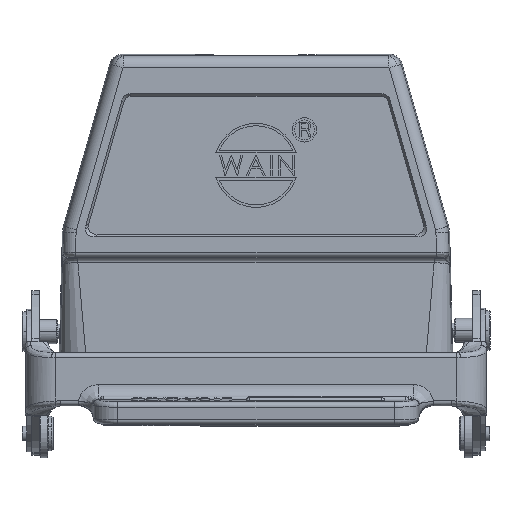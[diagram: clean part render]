
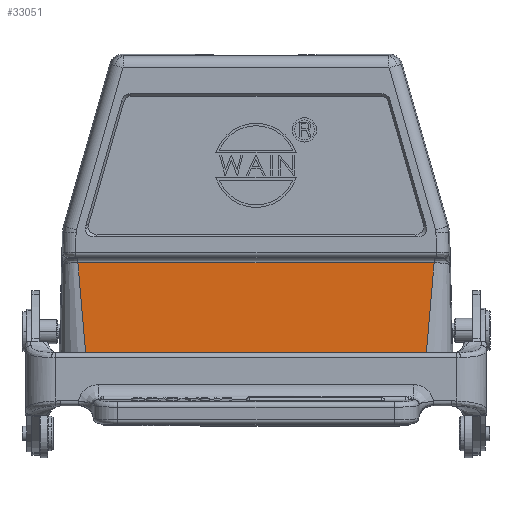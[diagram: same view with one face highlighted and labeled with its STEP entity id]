
A CAD part, top view. The second image highlights one B-rep face of the part: STEP entity #33051.
In plain terms, the highlighted planar face has unit normal (0, 0, 1).
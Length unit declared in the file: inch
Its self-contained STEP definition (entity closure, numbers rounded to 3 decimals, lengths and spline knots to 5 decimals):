
#5071=DIRECTION('',(1.,0.,0.));
#5072=VECTOR('',#5071,2.68663);
#5073=CARTESIAN_POINT('',(-1.34332,0.11811,
0.58071));
#5074=LINE('',#5073,#5072);
#9754=DIRECTION('',(-1.,0.,0.));
#9755=VECTOR('',#9754,2.83775);
#9756=CARTESIAN_POINT('',(1.41887,0.99441,
0.58071));
#9757=LINE('',#9756,#9755);
#9876=DIRECTION('',(-0.086,0.996,0.));
#9877=VECTOR('',#9876,0.87955);
#9878=CARTESIAN_POINT('',(-1.34332,0.11811,
0.58071));
#9879=LINE('',#9878,#9877);
#9880=DIRECTION('',(-0.086,-0.996,0.));
#9881=VECTOR('',#9880,0.87955);
#9882=CARTESIAN_POINT('',(1.41887,0.99441,
0.58071));
#9883=LINE('',#9882,#9881);
#9899=CARTESIAN_POINT('',(-1.34332,0.11811,
0.58071));
#17469=VERTEX_POINT('',#9899);
#17470=CARTESIAN_POINT('',(1.34332,0.11811,
0.58071));
#17471=VERTEX_POINT('',#17470);
#17823=CARTESIAN_POINT('',(-1.41887,0.99441,
0.58071));
#17825=VERTEX_POINT('',#17823);
#17829=CARTESIAN_POINT('',(1.41887,0.99441,
0.58071));
#17830=VERTEX_POINT('',#17829);
#33039=CARTESIAN_POINT('',(0.,0.55626,
0.58071));
#33040=DIRECTION('',(0.,0.,1.));
#33041=DIRECTION('',(1.,0.,0.));
#33042=AXIS2_PLACEMENT_3D('',#33039,#33040,#33041);
#33043=PLANE('',#33042);
#33045=ORIENTED_EDGE('',*,*,#33044,.T.);
#33046=ORIENTED_EDGE('',*,*,#32737,.F.);
#33047=ORIENTED_EDGE('',*,*,#33029,.T.);
#33048=ORIENTED_EDGE('',*,*,#25867,.F.);
#33049=EDGE_LOOP('',(#33045,#33046,#33047,#33048));
#33050=FACE_OUTER_BOUND('',#33049,.F.);
#33051=ADVANCED_FACE('',(#33050),#33043,.T.);
#25867=EDGE_CURVE('',#17469,#17471,#5074,.T.);
#32737=EDGE_CURVE('',#17830,#17825,#9757,.T.);
#33029=EDGE_CURVE('',#17830,#17471,#9883,.T.);
#33044=EDGE_CURVE('',#17469,#17825,#9879,.T.);
